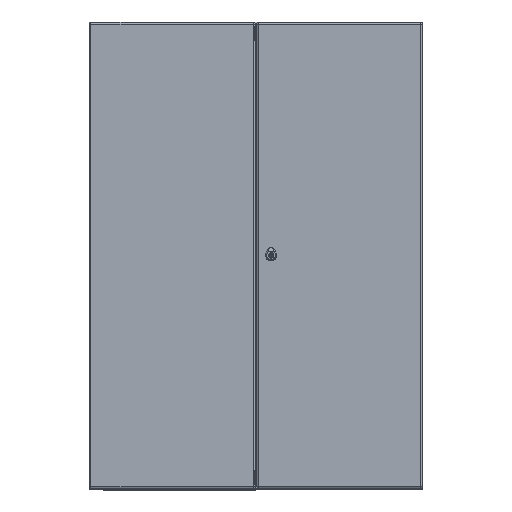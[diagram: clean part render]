
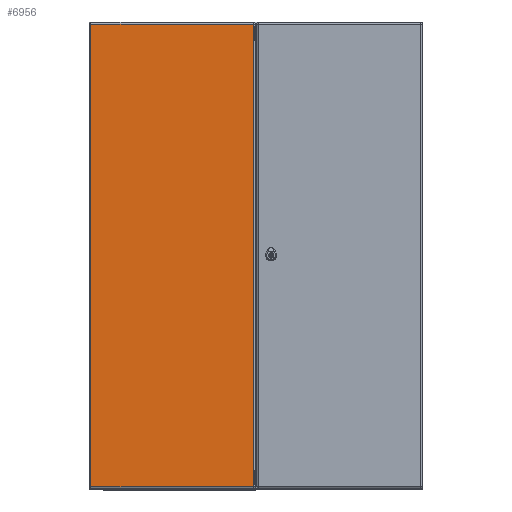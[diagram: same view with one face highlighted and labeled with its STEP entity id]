
A CAD part, top view. The second image highlights one B-rep face of the part: STEP entity #6956.
In plain terms, the highlighted face is planar.
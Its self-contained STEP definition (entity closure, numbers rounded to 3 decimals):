
#6956=ADVANCED_FACE('',(#8529),#7701,.F.);
#7701=PLANE('',#27242);
#8529=FACE_OUTER_BOUND('',#10055,.T.);
#10055=EDGE_LOOP('',(#15133,#15134,#15135,#15136));
#15133=ORIENTED_EDGE('',*,*,#21651,.T.);
#15134=ORIENTED_EDGE('',*,*,#21652,.T.);
#15135=ORIENTED_EDGE('',*,*,#21653,.T.);
#15136=ORIENTED_EDGE('',*,*,#21654,.T.);
#18786=VERTEX_POINT('',#44806);
#18787=VERTEX_POINT('',#44807);
#18788=VERTEX_POINT('',#44809);
#18789=VERTEX_POINT('',#44811);
#21651=EDGE_CURVE('',#18786,#18787,#23569,.T.);
#21652=EDGE_CURVE('',#18787,#18788,#23570,.T.);
#21653=EDGE_CURVE('',#18788,#18789,#23571,.T.);
#21654=EDGE_CURVE('',#18789,#18786,#23572,.T.);
#23569=LINE('',#44805,#25019);
#23570=LINE('',#44808,#25020);
#23571=LINE('',#44810,#25021);
#23572=LINE('',#44812,#25022);
#25019=VECTOR('',#32586,1.);
#25020=VECTOR('',#32587,1.);
#25021=VECTOR('',#32588,1.);
#25022=VECTOR('',#32589,1.);
#27242=AXIS2_PLACEMENT_3D('',#44813,#32590,#32591);
#32586=DIRECTION('',(-1.,0.,0.));
#32587=DIRECTION('',(0.,1.,0.));
#32588=DIRECTION('',(1.,0.,0.));
#32589=DIRECTION('',(0.,-1.,0.));
#32590=DIRECTION('',(0.,0.,1.));
#32591=DIRECTION('',(1.,0.,0.));
#44805=CARTESIAN_POINT('',(0.,-693.5,0.));
#44806=CARTESIAN_POINT('',(244.,-693.5,0.));
#44807=CARTESIAN_POINT('',(-244.,-693.5,0.));
#44808=CARTESIAN_POINT('',(-244.,0.,0.));
#44809=CARTESIAN_POINT('',(-244.,693.5,0.));
#44810=CARTESIAN_POINT('',(0.,693.5,0.));
#44811=CARTESIAN_POINT('',(244.,693.5,0.));
#44812=CARTESIAN_POINT('',(244.,0.,0.));
#44813=CARTESIAN_POINT('',(0.,0.,0.));
